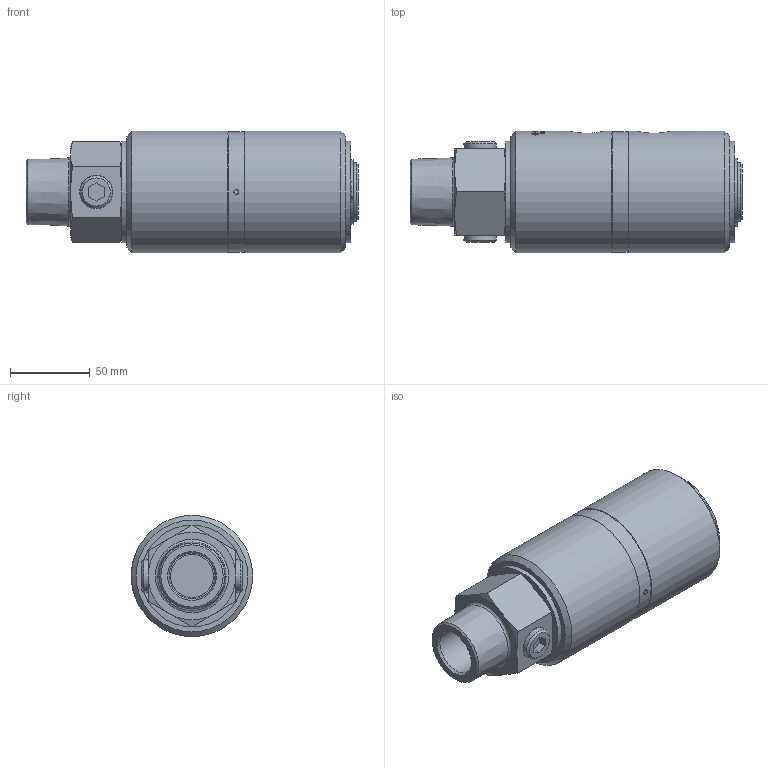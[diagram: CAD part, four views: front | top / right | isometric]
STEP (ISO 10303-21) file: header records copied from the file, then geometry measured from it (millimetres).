
FILE_DESCRIPTION(/* description */ (''),/* implementation_level */ '2;1');
FILE_NAME(/* name */ '1790-001-101-IC.stp',/* time_stamp */ '2020-05-21T15:54:09-05:00',/* author */ ('GALINDOLM'),/* organization */ (''),/* preprocessor_version */ 'ST-DEVELOPER v18',/* originating_system */ 'Autodesk Inventor 2020',/* authorisation */ '');
FILE_SCHEMA (('AUTOMOTIVE_DESIGN { 1 0 10303 214 3 1 1 }'));
Products named in the file (1): 1790-001-101-IC
Bounding box: 208 x 76 x 76 mm (x, y, z)
Volume: 714989.8 mm3; surface area: 65141.3 mm2
Topology: 1 solids, 2 shells, 386 faces, 991 edges, 661 vertices
Faces by surface type: bspline 157, plane 128, cylinder 63, cone 37, torus 1
Full cylindrical faces by diameter (mm): 1.981 x2, 3 x1, 4 x1, 17.475 x4, 18.3 x1, 27 x2, 28.63 x1, 34.35 x1, 36.58 x1, 38.1 x1, 38.2 x1, 38.3 x1, 63.75 x2, 75.5 x1, 76 x2
Entity records: 50408 total; most frequent: CARTESIAN_POINT 41518, ORIENTED_EDGE 1982, DIRECTION 1470, EDGE_CURVE 991, VERTEX_POINT 661, AXIS2_PLACEMENT_3D 539, EDGE_LOOP 442, LINE 392
